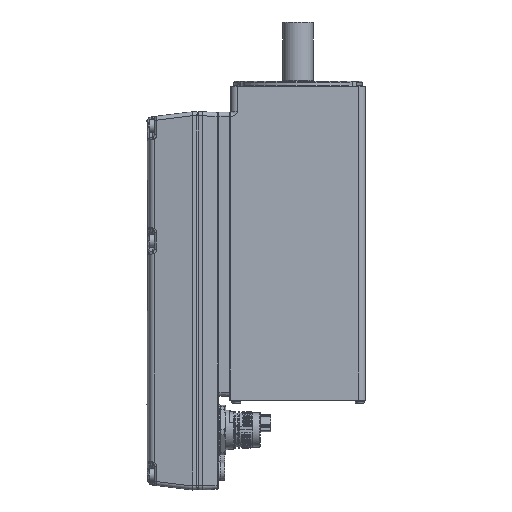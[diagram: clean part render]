
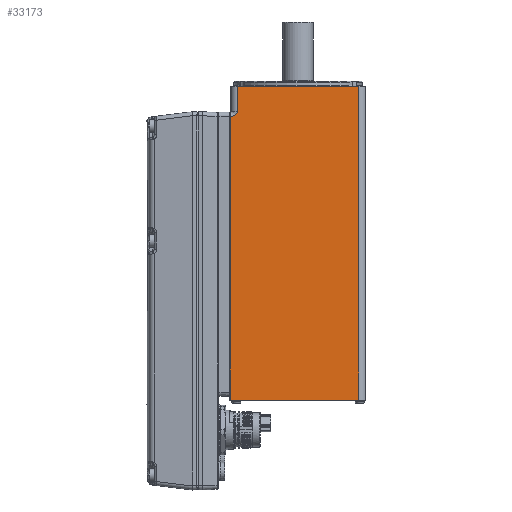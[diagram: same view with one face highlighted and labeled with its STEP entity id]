
A CAD part, left-side view. The second image highlights one B-rep face of the part: STEP entity #33173.
In plain terms, the highlighted planar face has unit normal (1, 0, 0).
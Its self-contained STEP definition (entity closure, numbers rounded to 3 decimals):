
#43=CARTESIAN_POINT('',(-42.,38.,-16.05));
#44=CARTESIAN_POINT('',(-42.,38.,-16.062));
#45=CARTESIAN_POINT('',(-42.,38.001,-16.114));
#46=CARTESIAN_POINT('',(-42.,38.006,-16.209));
#47=CARTESIAN_POINT('',(-42.,38.022,-16.339));
#48=CARTESIAN_POINT('',(-42.,38.05,-16.48));
#49=CARTESIAN_POINT('',(-42.,38.093,-16.633));
#50=CARTESIAN_POINT('',(-42.,38.156,-16.799));
#51=CARTESIAN_POINT('',(-42.,38.242,-16.975));
#52=CARTESIAN_POINT('',(-42.,38.352,-17.158));
#53=CARTESIAN_POINT('',(-42.,38.489,-17.345));
#54=CARTESIAN_POINT('',(-42.,38.653,-17.534));
#55=CARTESIAN_POINT('',(-42.,38.845,-17.721));
#56=CARTESIAN_POINT('',(-42.,39.066,-17.904));
#57=CARTESIAN_POINT('',(-42.,39.315,-18.079));
#58=CARTESIAN_POINT('',(-42.,39.587,-18.24));
#59=CARTESIAN_POINT('',(-42.,39.872,-18.38));
#60=CARTESIAN_POINT('',(-42.,40.153,-18.495));
#61=CARTESIAN_POINT('',(-42.,40.418,-18.582));
#62=CARTESIAN_POINT('',(-42.,40.66,-18.648));
#63=CARTESIAN_POINT('',(-42.,40.879,-18.695));
#64=CARTESIAN_POINT('',(-42.,41.08,-18.73));
#65=CARTESIAN_POINT('',(-42.,41.264,-18.755));
#66=CARTESIAN_POINT('',(-42.,41.433,-18.772));
#67=CARTESIAN_POINT('',(-42.,41.587,-18.784));
#68=CARTESIAN_POINT('',(-42.,41.727,-18.791));
#69=CARTESIAN_POINT('',(-42.,41.855,-18.796));
#70=CARTESIAN_POINT('',(-42.,41.974,-18.798));
#71=CARTESIAN_POINT('',(-42.,42.089,-18.8));
#72=CARTESIAN_POINT('',(-42.,42.18,-18.8));
#73=CARTESIAN_POINT('',(-42.,42.234,-18.8));
#74=CARTESIAN_POINT('',(-42.,42.25,-18.8));
#76=DIRECTION('',(0.,0.,1.));
#77=VECTOR('',#76,195.9);
#78=CARTESIAN_POINT('',(-42.,-38.,-195.9));
#79=LINE('',#78,#77);
#116=DIRECTION('',(0.,-1.,0.));
#117=VECTOR('',#116,0.3);
#118=CARTESIAN_POINT('',(-42.,42.3,-193.4));
#119=LINE('',#118,#117);
#140=DIRECTION('',(0.,0.,1.));
#141=VECTOR('',#140,2.5);
#142=CARTESIAN_POINT('',(-42.,42.,-195.9));
#143=LINE('',#142,#141);
#264=DIRECTION('',(0.,1.,0.));
#265=VECTOR('',#264,80.);
#266=CARTESIAN_POINT('',(-42.,-38.,
-195.9));
#267=LINE('',#266,#265);
#712=DIRECTION('',(0.,0.,1.));
#713=VECTOR('',#712,174.6);
#714=CARTESIAN_POINT('',(-42.,42.3,-193.4));
#715=LINE('',#714,#713);
#759=DIRECTION('',(0.,1.,0.));
#760=VECTOR('',#759,0.05);
#761=CARTESIAN_POINT('',(-42.,42.25,-18.8));
#762=LINE('',#761,#760);
#773=DIRECTION('',(0.,0.,-1.));
#774=VECTOR('',#773,16.05);
#775=CARTESIAN_POINT('',(-42.,38.,0.));
#776=LINE('',#775,#774);
#781=DIRECTION('',(0.,1.,0.));
#782=VECTOR('',#781,76.);
#783=CARTESIAN_POINT('',(-42.,-38.,0.));
#784=LINE('',#783,#782);
#27016=CARTESIAN_POINT('',(-42.,-38.,
-195.9));
#27017=CARTESIAN_POINT('',(-42.,-38.,0.));
#27018=VERTEX_POINT('',#27016);
#27019=VERTEX_POINT('',#27017);
#27020=CARTESIAN_POINT('',(-42.,42.,-195.9));
#27021=VERTEX_POINT('',#27020);
#27022=CARTESIAN_POINT('',(-42.,42.,-193.4));
#27023=VERTEX_POINT('',#27022);
#27024=CARTESIAN_POINT('',(-42.,42.3,-193.4));
#27025=VERTEX_POINT('',#27024);
#27026=CARTESIAN_POINT('',(-42.,42.3,
-18.8));
#27027=VERTEX_POINT('',#27026);
#27028=CARTESIAN_POINT('',(-42.,42.25,
-18.8));
#27029=VERTEX_POINT('',#27028);
#27030=VERTEX_POINT('',#43);
#27031=CARTESIAN_POINT('',(-42.,38.,0.));
#27032=VERTEX_POINT('',#27031);
#33148=CARTESIAN_POINT('',(-42.,2.15,-97.95));
#33149=DIRECTION('',(1.,0.,0.));
#33150=DIRECTION('',(0.,-1.,0.));
#33151=AXIS2_PLACEMENT_3D('',#33148,#33149,#33150);
#33152=PLANE('',#33151);
#33154=ORIENTED_EDGE('',*,*,#33153,.T.);
#33156=ORIENTED_EDGE('',*,*,#33155,.T.);
#33158=ORIENTED_EDGE('',*,*,#33157,.T.);
#33160=ORIENTED_EDGE('',*,*,#33159,.T.);
#33162=ORIENTED_EDGE('',*,*,#33161,.T.);
#33164=ORIENTED_EDGE('',*,*,#33163,.F.);
#33166=ORIENTED_EDGE('',*,*,#33165,.T.);
#33168=ORIENTED_EDGE('',*,*,#33167,.F.);
#33170=ORIENTED_EDGE('',*,*,#33169,.F.);
#33171=EDGE_LOOP('',(#33154,#33156,#33158,#33160,#33162,#33164,#33166,#33168,
#33170));
#33172=FACE_OUTER_BOUND('',#33171,.F.);
#33173=ADVANCED_FACE('',(#33172),#33152,.T.);
#75=B_SPLINE_CURVE_WITH_KNOTS('',3,(#43,#44,#45,#46,#47,#48,#49,#50,#51,#52,#53,
#54,#55,#56,#57,#58,#59,#60,#61,#62,#63,#64,#65,#66,#67,#68,#69,#70,#71,#72,#73,
#74),.UNSPECIFIED.,.F.,.F.,(4,1,1,1,1,1,1,1,1,1,1,1,1,1,1,1,1,1,1,1,1,1,1,1,1,1,
1,1,1,4),(0.,0.006,0.027,0.049,
0.074,0.101,0.132,0.167,
0.205,0.247,0.292,0.341,
0.394,0.45,0.509,0.569,
0.625,0.676,0.721,0.76,
0.796,0.829,0.859,0.886,
0.91,0.932,0.953,0.972,
0.992,1.),.UNSPECIFIED.);
#33153=EDGE_CURVE('',#27018,#27019,#79,.T.);
#33155=EDGE_CURVE('',#27019,#27032,#784,.T.);
#33157=EDGE_CURVE('',#27032,#27030,#776,.T.);
#33159=EDGE_CURVE('',#27030,#27029,#75,.T.);
#33161=EDGE_CURVE('',#27029,#27027,#762,.T.);
#33163=EDGE_CURVE('',#27025,#27027,#715,.T.);
#33165=EDGE_CURVE('',#27025,#27023,#119,.T.);
#33167=EDGE_CURVE('',#27021,#27023,#143,.T.);
#33169=EDGE_CURVE('',#27018,#27021,#267,.T.);
